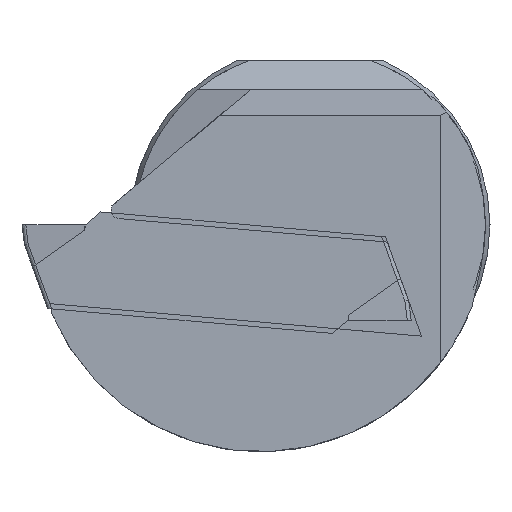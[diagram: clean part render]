
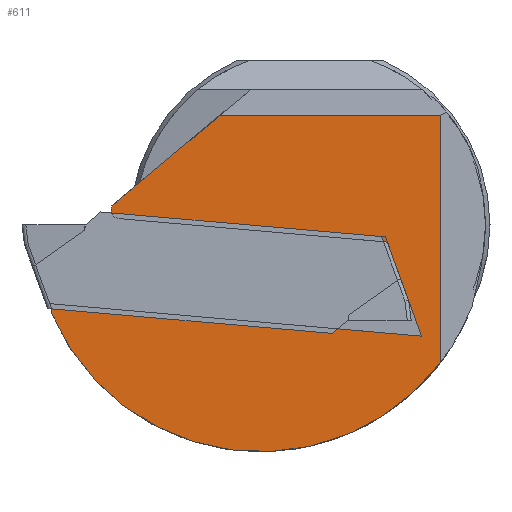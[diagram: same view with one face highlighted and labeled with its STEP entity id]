
A CAD part, left-side view. The second image highlights one B-rep face of the part: STEP entity #611.
In plain terms, the highlighted planar face has unit normal (-1, 0, 0).
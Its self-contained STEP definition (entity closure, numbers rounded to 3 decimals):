
#43=CIRCLE('',#1663,12.6);
#44=CIRCLE('',#1664,0.5);
#611=ADVANCED_FACE('',(#711),#660,.T.);
#660=PLANE('',#1665);
#711=FACE_OUTER_BOUND('',#772,.T.);
#772=EDGE_LOOP('',(#981,#982,#983,#984,#985,#986,#987,#988,#989));
#981=ORIENTED_EDGE('',*,*,#1330,.T.);
#982=ORIENTED_EDGE('',*,*,#1331,.T.);
#983=ORIENTED_EDGE('',*,*,#1332,.F.);
#984=ORIENTED_EDGE('',*,*,#1333,.F.);
#985=ORIENTED_EDGE('',*,*,#1334,.F.);
#986=ORIENTED_EDGE('',*,*,#1335,.F.);
#987=ORIENTED_EDGE('',*,*,#1336,.F.);
#988=ORIENTED_EDGE('',*,*,#1337,.T.);
#989=ORIENTED_EDGE('',*,*,#1338,.T.);
#1193=VERTEX_POINT('',#2239);
#1194=VERTEX_POINT('',#2240);
#1195=VERTEX_POINT('',#2242);
#1196=VERTEX_POINT('',#2244);
#1197=VERTEX_POINT('',#2246);
#1198=VERTEX_POINT('',#2248);
#1199=VERTEX_POINT('',#2250);
#1200=VERTEX_POINT('',#2252);
#1201=VERTEX_POINT('',#2254);
#1330=EDGE_CURVE('',#1193,#1194,#1464,.T.);
#1331=EDGE_CURVE('',#1194,#1195,#1465,.T.);
#1332=EDGE_CURVE('',#1196,#1195,#1466,.T.);
#1333=EDGE_CURVE('',#1197,#1196,#43,.T.);
#1334=EDGE_CURVE('',#1198,#1197,#1467,.T.);
#1335=EDGE_CURVE('',#1199,#1198,#1468,.T.);
#1336=EDGE_CURVE('',#1200,#1199,#1469,.T.);
#1337=EDGE_CURVE('',#1200,#1201,#44,.T.);
#1338=EDGE_CURVE('',#1201,#1193,#1470,.T.);
#1464=LINE('',#2238,#1564);
#1465=LINE('',#2241,#1565);
#1466=LINE('',#2243,#1566);
#1467=LINE('',#2247,#1567);
#1468=LINE('',#2249,#1568);
#1469=LINE('',#2251,#1569);
#1470=LINE('',#2255,#1570);
#1564=VECTOR('',#1903,1.);
#1565=VECTOR('',#1904,1.);
#1566=VECTOR('',#1905,1.);
#1567=VECTOR('',#1908,1.);
#1568=VECTOR('',#1909,1.);
#1569=VECTOR('',#1910,1.);
#1570=VECTOR('',#1913,1.);
#1663=AXIS2_PLACEMENT_3D('',#2245,#1906,#1907);
#1664=AXIS2_PLACEMENT_3D('',#2253,#1911,#1912);
#1665=AXIS2_PLACEMENT_3D('',#2256,#1914,#1915);
#1903=DIRECTION('',(0.,-0.342,-0.94));
#1904=DIRECTION('',(0.,0.996,0.087));
#1905=DIRECTION('',(0.,0.122,0.993));
#1906=DIRECTION('',(1.,0.,0.));
#1907=DIRECTION('',(0.,1.,0.));
#1908=DIRECTION('',(0.,0.,-1.));
#1909=DIRECTION('',(0.,-1.,0.));
#1910=DIRECTION('',(0.,-0.766,0.643));
#1911=DIRECTION('',(-1.,0.,0.));
#1912=DIRECTION('',(0.,0.,1.));
#1913=DIRECTION('',(0.,-0.996,-0.087));
#1914=DIRECTION('',(-1.,0.,0.));
#1915=DIRECTION('',(0.,0.,1.));
#2238=CARTESIAN_POINT('',(0.25,-3.492,1.271));
#2239=CARTESIAN_POINT('',(0.25,-4.301,-0.953));
#2240=CARTESIAN_POINT('',(0.25,-6.203,-6.179));
#2241=CARTESIAN_POINT('',(0.25,0.489,-5.593));
#2242=CARTESIAN_POINT('',(0.25,14.41,-4.375));
#2243=CARTESIAN_POINT('',(0.25,14.341,-4.94));
#2244=CARTESIAN_POINT('',(0.25,14.341,-4.94));
#2245=CARTESIAN_POINT('',(0.25,2.75,0.));
#2246=CARTESIAN_POINT('',(0.25,-7.25,-7.666));
#2247=CARTESIAN_POINT('',(0.25,-7.25,0.));
#2248=CARTESIAN_POINT('',(0.25,-7.25,6.101));
#2249=CARTESIAN_POINT('',(0.25,0.,6.101));
#2250=CARTESIAN_POINT('',(0.25,4.996,6.101));
#2251=CARTESIAN_POINT('',(0.25,14.697,-2.04));
#2252=CARTESIAN_POINT('',(0.25,11.011,1.053));
#2253=CARTESIAN_POINT('',(0.25,10.555,0.849));
#2254=CARTESIAN_POINT('',(0.25,10.599,0.351));
#2255=CARTESIAN_POINT('',(0.25,0.05,-0.572));
#2256=CARTESIAN_POINT('',(0.25,0.,0.));
